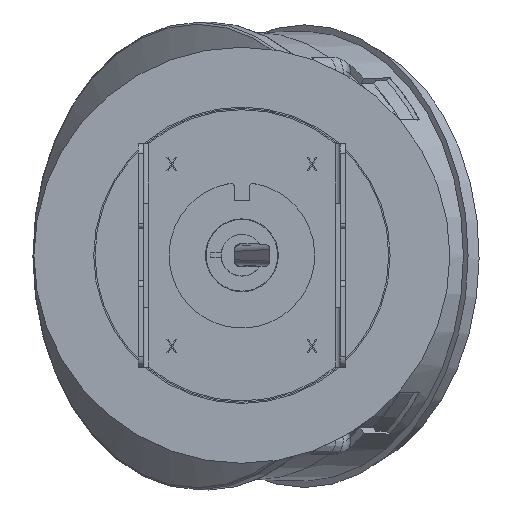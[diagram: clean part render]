
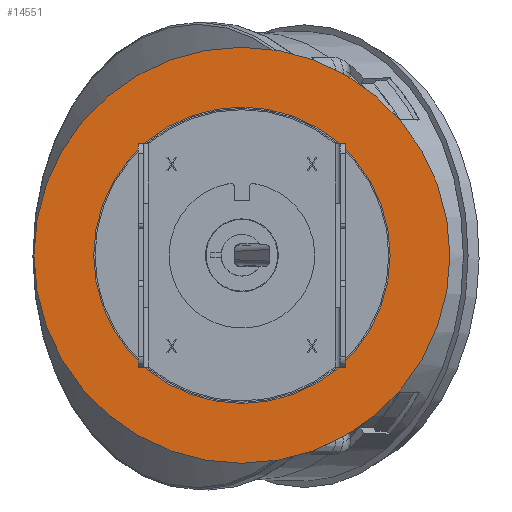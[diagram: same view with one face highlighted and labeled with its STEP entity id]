
A CAD part, top view. The second image highlights one B-rep face of the part: STEP entity #14551.
In plain terms, the highlighted planar face has unit normal (0, 0, 1).
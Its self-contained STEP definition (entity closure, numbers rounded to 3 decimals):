
#1378=FACE_BOUND('',#2625,.T.);
#1702=FACE_OUTER_BOUND('',#2624,.T.);
#2624=EDGE_LOOP('',(#10114));
#2625=EDGE_LOOP('',(#10115));
#4891=CIRCLE('',#15560,28.5);
#4892=CIRCLE('',#15562,40.);
#5842=VERTEX_POINT('',#21428);
#5843=VERTEX_POINT('',#21432);
#7405=EDGE_CURVE('',#5842,#5842,#4891,.T.);
#7406=EDGE_CURVE('',#5843,#5843,#4892,.T.);
#10114=ORIENTED_EDGE('',*,*,#7406,.F.);
#10115=ORIENTED_EDGE('',*,*,#7405,.T.);
#14246=PLANE('',#15561);
#14551=ADVANCED_FACE('',(#1702,#1378),#14246,.F.);
#15560=AXIS2_PLACEMENT_3D('',#21430,#17603,#17604);
#15561=AXIS2_PLACEMENT_3D('',#21431,#17605,#17606);
#15562=AXIS2_PLACEMENT_3D('',#21433,#17607,#17608);
#17603=DIRECTION('center_axis',(0.,0.,-1.));
#17604=DIRECTION('ref_axis',(-1.,0.,0.));
#17605=DIRECTION('center_axis',(0.,0.,-1.));
#17606=DIRECTION('ref_axis',(-1.,0.,0.));
#17607=DIRECTION('center_axis',(0.,0.,-1.));
#17608=DIRECTION('ref_axis',(-1.,0.,0.));
#21428=CARTESIAN_POINT('',(28.5,0.,1.25));
#21430=CARTESIAN_POINT('Origin',(0.,0.,1.25));
#21431=CARTESIAN_POINT('Origin',(0.,0.,1.25));
#21432=CARTESIAN_POINT('',(40.,0.,1.25));
#21433=CARTESIAN_POINT('Origin',(0.,0.,1.25));
